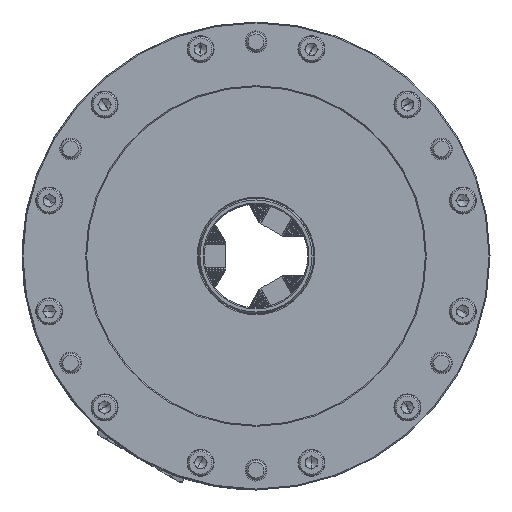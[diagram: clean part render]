
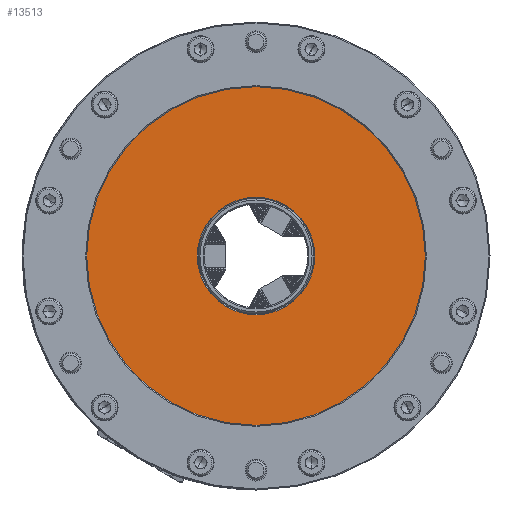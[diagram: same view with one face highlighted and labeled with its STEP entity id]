
A CAD part, left-side view. The second image highlights one B-rep face of the part: STEP entity #13513.
In plain terms, the highlighted planar face has unit normal (-1, 0, 0).
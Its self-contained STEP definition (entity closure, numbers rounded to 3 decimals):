
#5 = AXIS2_PLACEMENT_3D ( 'NONE', #141, #22898, #3390 ) ;
#141 = CARTESIAN_POINT ( 'NONE',  ( -4., 0., 0. ) ) ;
#657 = DIRECTION ( 'NONE',  ( 0., 0., -1. ) ) ;
#969 = CARTESIAN_POINT ( 'NONE',  ( -4., 0., -85. ) ) ;
#1299 = ORIENTED_EDGE ( 'NONE', *, *, #25603, .T. ) ;
#1347 = CARTESIAN_POINT ( 'NONE',  ( -4., 0., 29.5 ) ) ;
#1563 = EDGE_CURVE ( 'NONE', #38791, #25152, #14122, .T. ) ;
#3390 = DIRECTION ( 'NONE',  ( 0., 0., -1. ) ) ;
#4910 = PLANE ( 'NONE',  #24279 ) ;
#6634 = CARTESIAN_POINT ( 'NONE',  ( -4., 0., 0. ) ) ;
#7878 = CARTESIAN_POINT ( 'NONE',  ( -4., 0., 0. ) ) ;
#8205 = DIRECTION ( 'NONE',  ( -1., 0., 0. ) ) ;
#8900 = EDGE_LOOP ( 'NONE', ( #1299, #30690 ) ) ;
#9905 = DIRECTION ( 'NONE',  ( 0., 0., -1. ) ) ;
#11123 = DIRECTION ( 'NONE',  ( 0., 0., -1. ) ) ;
#13141 = AXIS2_PLACEMENT_3D ( 'NONE', #6634, #29329, #9905 ) ;
#13176 = EDGE_LOOP ( 'NONE', ( #29537, #36129 ) ) ;
#13513 = ADVANCED_FACE ( 'NONE', ( #31148, #13924 ), #4910, .T. ) ;
#13924 = FACE_OUTER_BOUND ( 'NONE', #13176, .T. ) ;
#14122 = CIRCLE ( 'NONE', #15541, 85. ) ;
#15541 = AXIS2_PLACEMENT_3D ( 'NONE', #39484, #20150, #657 ) ;
#17702 = VERTEX_POINT ( 'NONE', #40147 ) ;
#20150 = DIRECTION ( 'NONE',  ( 1., 0., 0. ) ) ;
#22898 = DIRECTION ( 'NONE',  ( 1., 0., 0. ) ) ;
#23559 = EDGE_CURVE ( 'NONE', #25152, #38791, #34818, .T. ) ;
#24279 = AXIS2_PLACEMENT_3D ( 'NONE', #33936, #8205, #30859 ) ;
#24803 = CIRCLE ( 'NONE', #39920, 29.5 ) ;
#25152 = VERTEX_POINT ( 'NONE', #969 ) ;
#25580 = CIRCLE ( 'NONE', #13141, 29.5 ) ;
#25603 = EDGE_CURVE ( 'NONE', #30560, #17702, #25580, .T. ) ;
#29329 = DIRECTION ( 'NONE',  ( 1., 0., 0. ) ) ;
#29537 = ORIENTED_EDGE ( 'NONE', *, *, #23559, .F. ) ;
#30530 = DIRECTION ( 'NONE',  ( 1., 0., 0. ) ) ;
#30560 = VERTEX_POINT ( 'NONE', #1347 ) ;
#30690 = ORIENTED_EDGE ( 'NONE', *, *, #32932, .T. ) ;
#30859 = DIRECTION ( 'NONE',  ( 0., 0., 1. ) ) ;
#31148 = FACE_BOUND ( 'NONE', #8900, .T. ) ;
#31820 = CARTESIAN_POINT ( 'NONE',  ( -4., 0., 85. ) ) ;
#32932 = EDGE_CURVE ( 'NONE', #17702, #30560, #24803, .T. ) ;
#33936 = CARTESIAN_POINT ( 'NONE',  ( -4., 85., 0. ) ) ;
#34818 = CIRCLE ( 'NONE', #5, 85. ) ;
#36129 = ORIENTED_EDGE ( 'NONE', *, *, #1563, .F. ) ;
#38791 = VERTEX_POINT ( 'NONE', #31820 ) ;
#39484 = CARTESIAN_POINT ( 'NONE',  ( -4., 0., 0. ) ) ;
#39920 = AXIS2_PLACEMENT_3D ( 'NONE', #7878, #30530, #11123 ) ;
#40147 = CARTESIAN_POINT ( 'NONE',  ( -4., 0., -29.5 ) ) ;
